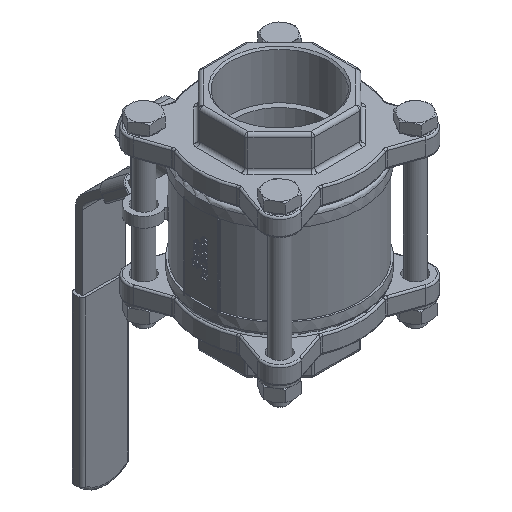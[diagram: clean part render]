
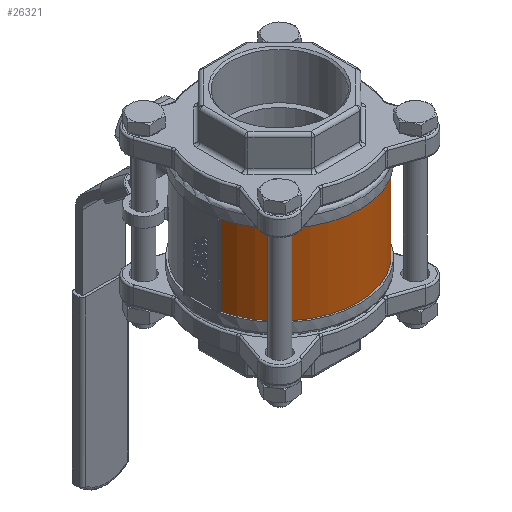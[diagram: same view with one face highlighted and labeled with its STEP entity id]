
A CAD part, isometric view. The second image highlights one B-rep face of the part: STEP entity #26321.
In plain terms, the highlighted cylindrical face has radius 46 mm (diameter 92 mm), a partial arc.
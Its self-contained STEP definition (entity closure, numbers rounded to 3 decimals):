
#1940=CYLINDRICAL_SURFACE('',#28047,46.);
#2391=FACE_OUTER_BOUND('',#3998,.T.);
#3998=EDGE_LOOP('',(#17225,#17226,#17227,#17228));
#5643=LINE('',#36698,#7573);
#5644=LINE('',#36702,#7574);
#7573=VECTOR('',#30548,47.4);
#7574=VECTOR('',#30551,47.4);
#9504=CIRCLE('',#28048,46.);
#9505=CIRCLE('',#28049,46.);
#10493=VERTEX_POINT('',#36696);
#10494=VERTEX_POINT('',#36697);
#10495=VERTEX_POINT('',#36699);
#10496=VERTEX_POINT('',#36701);
#13058=EDGE_CURVE('',#10493,#10494,#5643,.T.);
#13059=EDGE_CURVE('',#10495,#10493,#9504,.T.);
#13060=EDGE_CURVE('',#10496,#10495,#5644,.T.);
#13061=EDGE_CURVE('',#10494,#10496,#9505,.T.);
#17225=ORIENTED_EDGE('',*,*,#13058,.F.);
#17226=ORIENTED_EDGE('',*,*,#13059,.F.);
#17227=ORIENTED_EDGE('',*,*,#13060,.F.);
#17228=ORIENTED_EDGE('',*,*,#13061,.F.);
#26321=ADVANCED_FACE('',(#2391),#1940,.T.);
#28047=AXIS2_PLACEMENT_3D('',#36695,#30546,#30547);
#28048=AXIS2_PLACEMENT_3D('',#36700,#30549,#30550);
#28049=AXIS2_PLACEMENT_3D('',#36703,#30552,#30553);
#30546=DIRECTION('center_axis',(0.,0.,
1.));
#30547=DIRECTION('ref_axis',(-0.759,0.651,0.));
#30548=DIRECTION('',(0.,0.,1.));
#30549=DIRECTION('center_axis',(0.,0.,
-1.));
#30550=DIRECTION('ref_axis',(1.,0.,0.));
#30551=DIRECTION('',(0.,0.,-1.));
#30552=DIRECTION('center_axis',(0.,0.,
1.));
#30553=DIRECTION('ref_axis',(-1.,0.,0.));
#36695=CARTESIAN_POINT('Origin',(0.,0.,0.));
#36696=CARTESIAN_POINT('',(-44.847,-10.233,-23.7));
#36697=CARTESIAN_POINT('',(-44.847,-10.233,23.7));
#36698=CARTESIAN_POINT('',(-44.847,-10.233,0.));
#36699=CARTESIAN_POINT('',(44.847,-10.233,-23.7));
#36700=CARTESIAN_POINT('Origin',(0.,0.,
-23.7));
#36701=CARTESIAN_POINT('',(44.847,-10.233,23.7));
#36702=CARTESIAN_POINT('',(44.847,-10.233,0.));
#36703=CARTESIAN_POINT('Origin',(0.,0.,
23.7));
